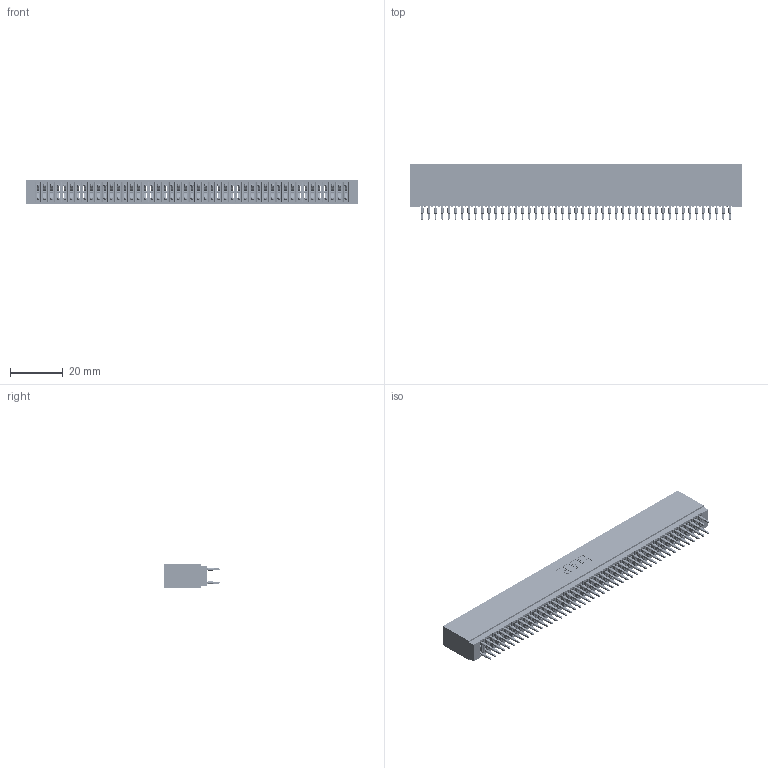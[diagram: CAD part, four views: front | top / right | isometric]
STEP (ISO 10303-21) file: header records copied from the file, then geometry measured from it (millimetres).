
FILE_DESCRIPTION (( 'STEP AP203' ), '1' );
FILE_NAME ('745-094-525-201.STEP', '2020-09-14T11:55:58', ( '' ), ( '' ), 'SwSTEP 2.0', 'SolidWorks 2020', '' );
FILE_SCHEMA (( 'CONFIG_CONTROL_DESIGN' ));
Products named in the file (3): 745-292-001_525; 745-094-525-201; 745 Part_Insulator Option - 01
Assembly tree (95 placements, depth 2):
  745-094-525-201
    745 Part_Insulator Option - 01
    745-292-001_525  x94
Bounding box: 125.98 x 21.22 x 8.89 mm (x, y, z)
Volume: 11290.1 mm3; surface area: 22980.5 mm2
Topology: 95 solids, 95 shells, 8508 faces, 22865 edges, 14366 vertices
Faces by surface type: plane 4379, bspline 1880, cylinder 1685, torus 564
Entity records: 78449 total; most frequent: CARTESIAN_POINT 14107, ORIENTED_EDGE 13552, DIRECTION 11834, EDGE_CURVE 6776, LINE 6312, VECTOR 6312, VERTEX_POINT 4322, AXIS2_PLACEMENT_3D 2761
